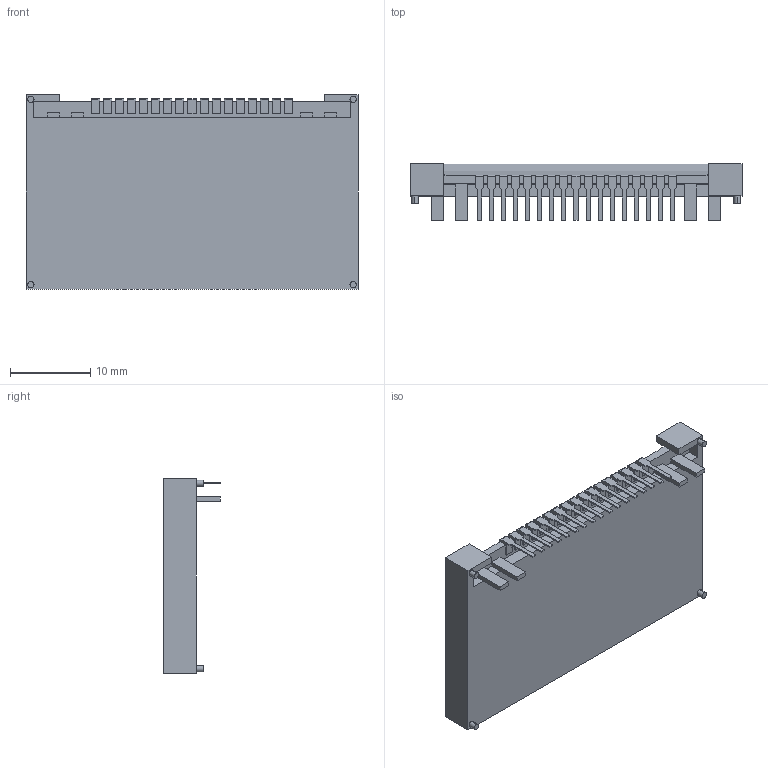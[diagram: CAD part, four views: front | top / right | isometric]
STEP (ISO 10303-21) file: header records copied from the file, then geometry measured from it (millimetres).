
FILE_DESCRIPTION (( 'STEP AP214' ), '1' );
FILE_NAME ('NHD-C12832A1Z-FSRGB.STEP', '2015-12-03T01:15:38', ( '' ), ( '' ), 'SwSTEP 2.0', 'SolidWorks 2015', '' );
FILE_SCHEMA (( 'AUTOMOTIVE_DESIGN' ));
Length unit declared in the file: millimetre
Products named in the file (1): NHD-C12832A1Z-FSRGB
Bounding box: 41.4 x 7 x 24.3 mm (x, y, z)
Volume: 3533.7 mm3; surface area: 2716.1 mm2
Topology: 1 solids, 1 shells, 311 faces, 900 edges, 600 vertices
Faces by surface type: plane 283, cylinder 28
Entity records: 13039 total; most frequent: CARTESIAN_POINT 1818, ORIENTED_EDGE 1800, DIRECTION 1576, EDGE_CURVE 900, VECTOR 844, LINE 844, VERTEX_POINT 600, AXIS2_PLACEMENT_3D 366
